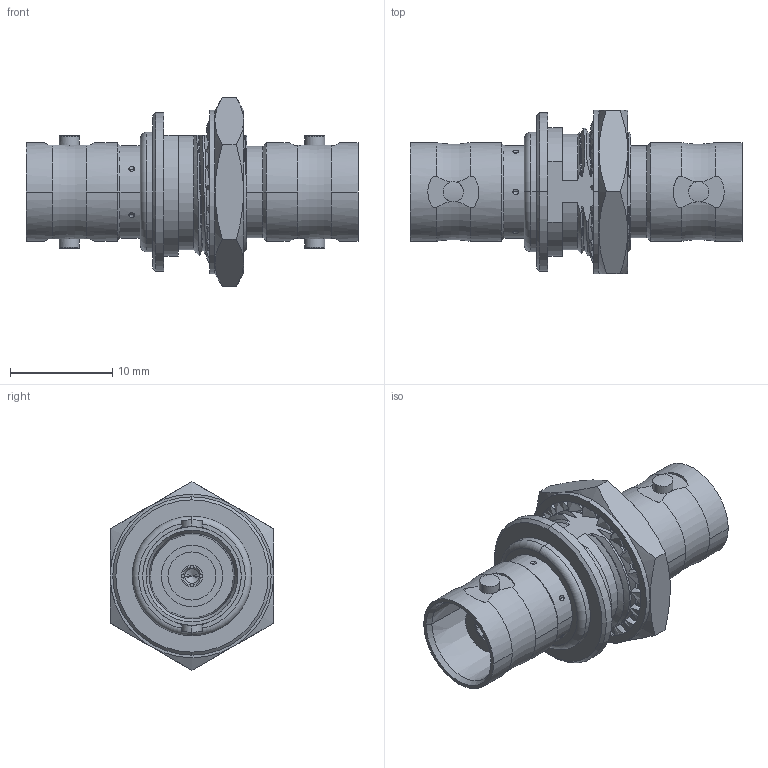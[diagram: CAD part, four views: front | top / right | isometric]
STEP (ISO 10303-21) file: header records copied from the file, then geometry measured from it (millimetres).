
FILE_DESCRIPTION((''),'2;1');
FILE_NAME('112439_SW0002','2020-09-09T17:02:42',('Clement'),(''),'CREO PARAMETRIC BY PTC INC, 2019444','CREO PARAMETRIC BY PTC INC, 2019444','');
FILE_SCHEMA(('CONFIG_CONTROL_DESIGN'));
Length unit declared in the file: millimetre
Products named in the file (1): 112439_SW0002
Bounding box: 32.5 x 16 x 18.48 mm (x, y, z)
Volume: 2348 mm3; surface area: 2688.4 mm2
Topology: 1 solids, 1 shells, 441 faces, 1350 edges, 882 vertices
Faces by surface type: plane 131, bspline 129, cylinder 107, cone 56, sphere 12, torus 6
Entity records: 21860 total; most frequent: CARTESIAN_POINT 10928, ORIENTED_EDGE 2668, DIRECTION 1731, EDGE_CURVE 1334, VERTEX_POINT 882, AXIS2_PLACEMENT_3D 608, B_SPLINE_CURVE_WITH_KNOTS 523, VECTOR 515
